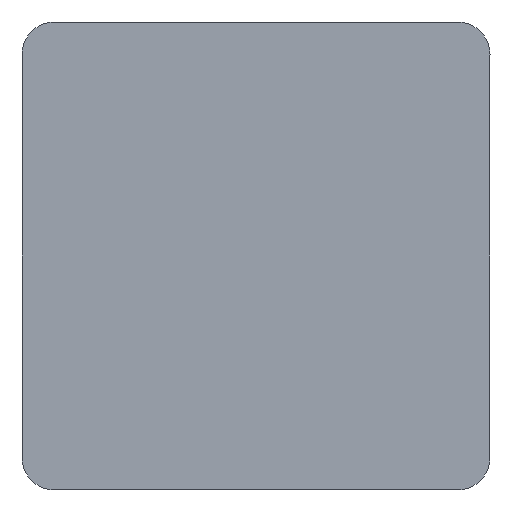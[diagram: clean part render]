
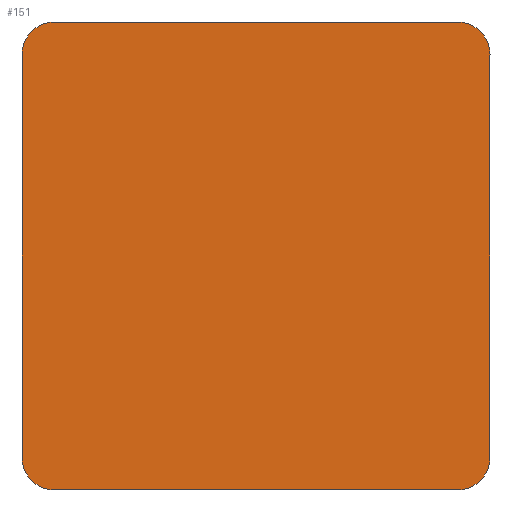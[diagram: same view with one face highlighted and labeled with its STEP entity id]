
A CAD part, top view. The second image highlights one B-rep face of the part: STEP entity #151.
In plain terms, the highlighted planar face has unit normal (0, 0, 1).
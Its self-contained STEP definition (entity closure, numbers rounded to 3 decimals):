
#81=EDGE_CURVE('',#143,#107,#200,.T.);
#87=EDGE_CURVE('',#109,#93,#206,.T.);
#93=VERTEX_POINT('',#212);
#101=EDGE_CURVE('',#149,#139,#222,.T.);
#107=VERTEX_POINT('',#228);
#109=VERTEX_POINT('',#230);
#121=VERTEX_POINT('',#243);
#123=EDGE_CURVE('',#171,#143,#245,.T.);
#139=VERTEX_POINT('',#263);
#143=VERTEX_POINT('',#268);
#149=VERTEX_POINT('',#274);
#151=ADVANCED_FACE('',(#276),#277,.T.);
#153=EDGE_CURVE('',#93,#149,#279,.T.);
#163=EDGE_CURVE('',#139,#121,#290,.T.);
#171=VERTEX_POINT('',#299);
#173=EDGE_CURVE('',#121,#171,#301,.T.);
#175=EDGE_CURVE('',#107,#109,#303,.T.);
#200=CIRCLE('',#322,1.2);
#206=CIRCLE('',#329,1.2);
#212=CARTESIAN_POINT('',(16.08,17.28,0.0));
#222=CIRCLE('',#349,1.2);
#228=CARTESIAN_POINT('',(17.28,1.2,0.0));
#230=CARTESIAN_POINT('',(17.28,16.08,0.0));
#243=CARTESIAN_POINT('',(0.0,1.2,0.0));
#245=LINE('',#382,#383);
#263=CARTESIAN_POINT('',(0.,16.08,0.0));
#268=CARTESIAN_POINT('',(16.08,0.0,0.0));
#274=CARTESIAN_POINT('',(1.2,17.28,0.0));
#276=FACE_OUTER_BOUND('',#420,.T.);
#277=PLANE('',#421);
#279=LINE('',#424,#425);
#290=LINE('',#441,#442);
#299=CARTESIAN_POINT('',(1.2,0.0,0.0));
#301=CIRCLE('',#456,1.2);
#303=LINE('',#459,#460);
#322=AXIS2_PLACEMENT_3D('',#474,#475,#476);
#329=AXIS2_PLACEMENT_3D('',#477,#478,#479);
#349=AXIS2_PLACEMENT_3D('',#500,#501,#502);
#382=CARTESIAN_POINT('',(1.2,0.0,0.0));
#383=VECTOR('',#522,1.0);
#420=EDGE_LOOP('',(#555,#556,#557,#558,#559,#560,#561,#562));
#421=AXIS2_PLACEMENT_3D('',#563,#564,#565);
#424=CARTESIAN_POINT('',(16.08,17.28,0.0));
#425=VECTOR('',#566,1.0);
#441=CARTESIAN_POINT('',(0.0,16.08,0.0));
#442=VECTOR('',#577,1.0);
#456=AXIS2_PLACEMENT_3D('',#587,#588,#589);
#459=CARTESIAN_POINT('',(17.28,1.2,0.0));
#460=VECTOR('',#590,1.0);
#474=CARTESIAN_POINT('',(16.08,1.2,0.0));
#475=DIRECTION('',(0.0,0.0,1.0));
#476=DIRECTION('',(0.,-1.0,0.0));
#477=CARTESIAN_POINT('',(16.08,16.08,0.0));
#478=DIRECTION('',(0.0,-0.0,1.0));
#479=DIRECTION('',(1.0,0.,0.0));
#500=CARTESIAN_POINT('',(1.2,16.08,0.0));
#501=DIRECTION('',(0.0,0.0,1.0));
#502=DIRECTION('',(0.,1.0,0.0));
#522=DIRECTION('',(1.0,0.0,0.0));
#555=ORIENTED_EDGE('',*,*,#123,.T.);
#556=ORIENTED_EDGE('',*,*,#81,.T.);
#557=ORIENTED_EDGE('',*,*,#175,.T.);
#558=ORIENTED_EDGE('',*,*,#87,.T.);
#559=ORIENTED_EDGE('',*,*,#153,.T.);
#560=ORIENTED_EDGE('',*,*,#101,.T.);
#561=ORIENTED_EDGE('',*,*,#163,.T.);
#562=ORIENTED_EDGE('',*,*,#173,.T.);
#563=CARTESIAN_POINT('',(8.64,8.64,0.0));
#564=DIRECTION('',(0.0,0.0,1.0));
#565=DIRECTION('',(1.0,0.0,0.0));
#566=DIRECTION('',(-1.0,0.0,0.0));
#577=DIRECTION('',(0.0,-1.0,0.0));
#587=CARTESIAN_POINT('',(1.2,1.2,0.0));
#588=DIRECTION('',(0.0,0.0,1.0));
#589=DIRECTION('',(-1.0,0.,0.0));
#590=DIRECTION('',(0.0,1.0,0.0));
